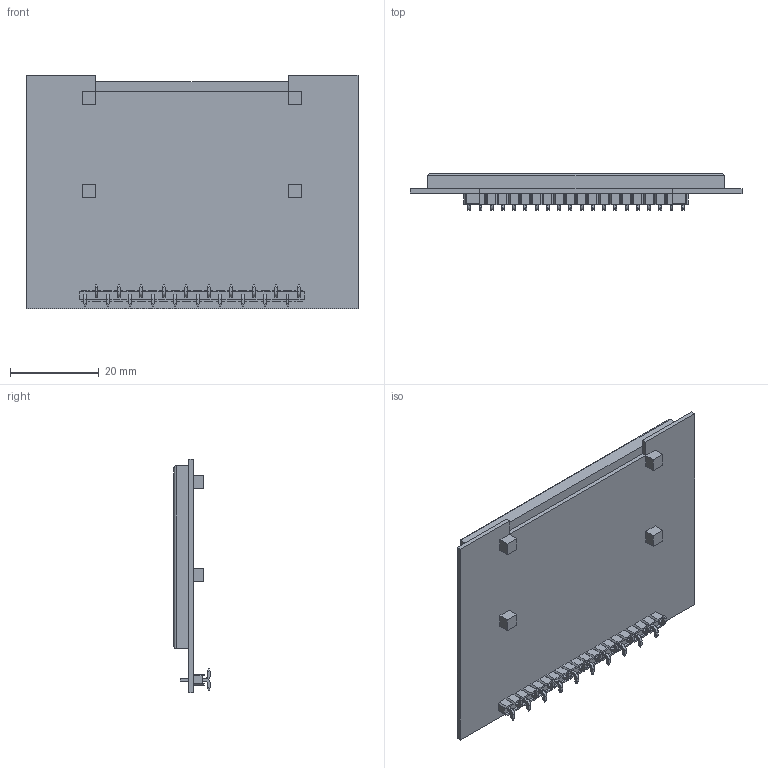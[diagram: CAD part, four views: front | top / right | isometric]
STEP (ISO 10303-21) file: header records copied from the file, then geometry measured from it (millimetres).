
FILE_DESCRIPTION(/* description */ (''),/* implementation_level */ '2;1');
FILE_NAME(/* name */ 'pantalla equisis v2.step',/* time_stamp */ '2020-10-02T17:21:12-05:00',/* author */ (''),/* organization */ (''),/* preprocessor_version */ 'ST-DEVELOPER v18.1',/* originating_system */ 'Autodesk Translation Framework v9.3.0.1241',/* authorisation */ '');
FILE_SCHEMA (('AUTOMOTIVE_DESIGN { 1 0 10303 214 3 1 1 }'));
Length unit declared in the file: millimetre
Products named in the file (3): pantalla equisis; PCB; 878982026
Assembly tree (2 placements, depth 2):
  pantalla equisis
    PCB
    878982026
Bounding box: 75 x 8.21 x 52.8 mm (x, y, z)
Volume: 12754.1 mm3; surface area: 15191.2 mm2
Topology: 3 solids, 3 shells, 726 faces, 1785 edges, 1108 vertices
Faces by surface type: plane 679, cylinder 47
Entity records: 20819 total; most frequent: CARTESIAN_POINT 3624, ORIENTED_EDGE 3570, DIRECTION 3337, EDGE_CURVE 1785, LINE 1695, VECTOR 1695, VERTEX_POINT 1108, AXIS2_PLACEMENT_3D 821
